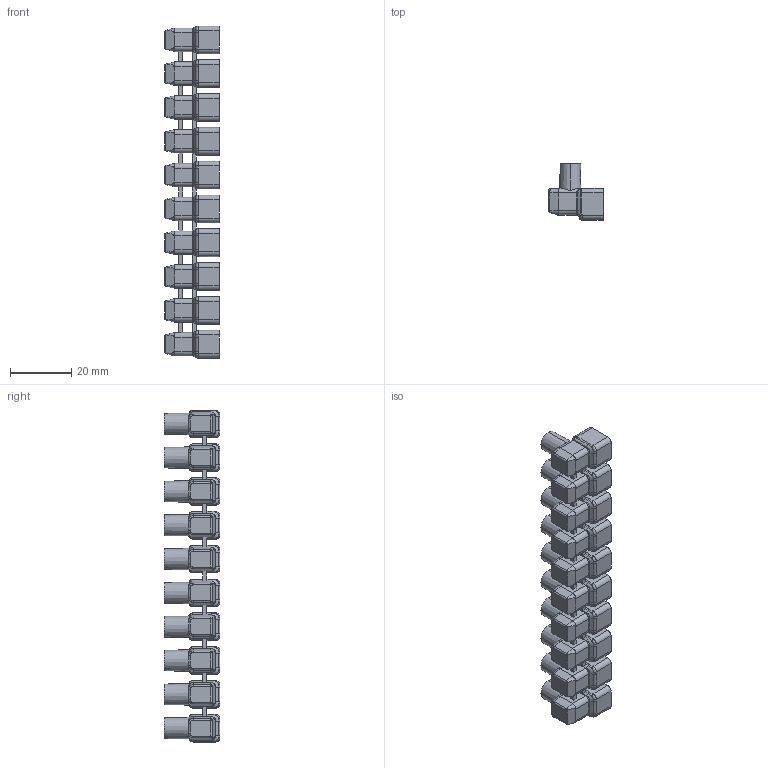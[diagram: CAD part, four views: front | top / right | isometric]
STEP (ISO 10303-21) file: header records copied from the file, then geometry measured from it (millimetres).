
FILE_DESCRIPTION (( 'STEP AP203' ), '1' );
FILE_NAME ('992.STEP', '2024-05-23T12:08:44', ( '' ), ( '' ), 'SwSTEP 2.0', 'SolidWorks 2022', '' );
FILE_SCHEMA (( 'CONFIG_CONTROL_DESIGN' ));
Length unit declared in the file: millimetre
Products named in the file (4): 992; SAVMIC357; S992; SABUS992
Assembly tree (21 placements, depth 2):
  992
    S992
    SABUS992  x10
    SAVMIC357  x10
Bounding box: 17.7 x 18.2 x 108 mm (x, y, z)
Volume: 8724.7 mm3; surface area: 18519.2 mm2
Topology: 21 solids, 21 shells, 1878 faces, 4888 edges, 3032 vertices
Faces by surface type: cylinder 708, plane 670, bspline 290, cone 190, torus 20
Entity records: 70854 total; most frequent: CARTESIAN_POINT 39018, ORIENTED_EDGE 7222, DIRECTION 5370, EDGE_CURVE 3611, VERTEX_POINT 2220, AXIS2_PLACEMENT_3D 1897, VECTOR 1576, LINE 1576
